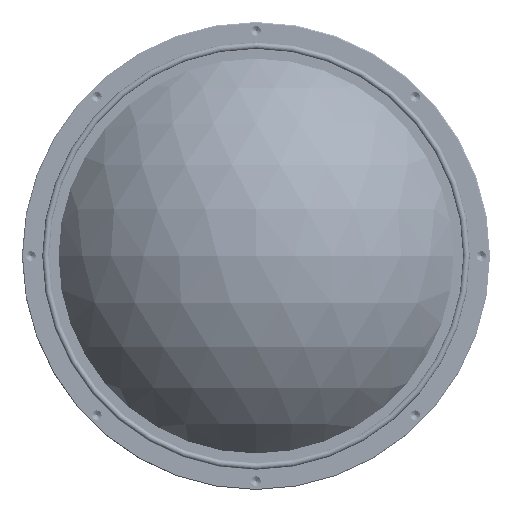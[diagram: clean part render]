
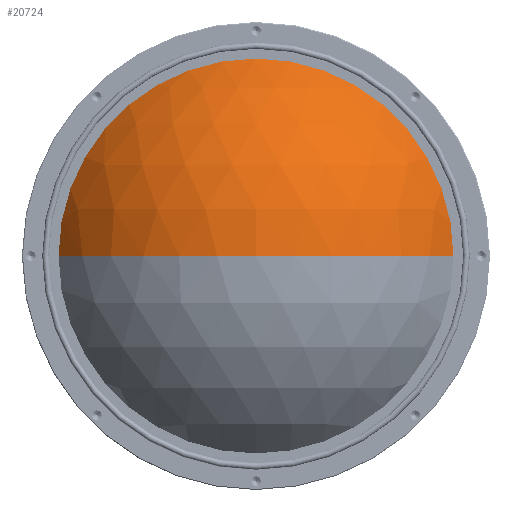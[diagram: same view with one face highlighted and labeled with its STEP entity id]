
A CAD part, left-side view. The second image highlights one B-rep face of the part: STEP entity #20724.
In plain terms, the highlighted spherical face has radius 61.223 mm.
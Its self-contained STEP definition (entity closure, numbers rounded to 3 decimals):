
#3620 = CARTESIAN_POINT ( 'NONE',  ( -108.254, -64.135, -10.16 ) ) ;
#3956 = CIRCLE ( 'NONE', #8656, 51.435 ) ;
#4589 = DIRECTION ( 'NONE',  ( -1., 0., 0. ) ) ;
#5175 = CARTESIAN_POINT ( 'NONE',  ( -108.254, -12.7, -10.16 ) ) ;
#6219 = EDGE_CURVE ( 'NONE', #83109, #51108, #76452, .T. ) ;
#8140 = EDGE_LOOP ( 'NONE', ( #13772, #35700, #22567, #67829 ) ) ;
#8456 = VERTEX_POINT ( 'NONE', #3620 ) ;
#8656 = AXIS2_PLACEMENT_3D ( 'NONE', #34790, #48860, #15608 ) ;
#12608 = AXIS2_PLACEMENT_3D ( 'NONE', #76191, #22261, #75641 ) ;
#13772 = ORIENTED_EDGE ( 'NONE', *, *, #80888, .F. ) ;
#15608 = DIRECTION ( 'NONE',  ( 0., 0., 1. ) ) ;
#20724 = ADVANCED_FACE ( 'NONE', ( #47230 ), #39770, .T. ) ;
#22261 = DIRECTION ( 'NONE',  ( 0., 0., -1. ) ) ;
#22276 = CARTESIAN_POINT ( 'NONE',  ( -108.254, -12.7, 41.275 ) ) ;
#22567 = ORIENTED_EDGE ( 'NONE', *, *, #51082, .T. ) ;
#24491 = DIRECTION ( 'NONE',  ( 0., -1., 0. ) ) ;
#24779 = CARTESIAN_POINT ( 'NONE',  ( -75.048, -12.7, -10.16 ) ) ;
#27971 = EDGE_CURVE ( 'NONE', #45807, #8456, #29793, .T. ) ;
#29793 = CIRCLE ( 'NONE', #30207, 61.223 ) ;
#30207 = AXIS2_PLACEMENT_3D ( 'NONE', #24779, #64932, #24491 ) ;
#34274 = CARTESIAN_POINT ( 'NONE',  ( -75.048, -12.7, -10.16 ) ) ;
#34790 = CARTESIAN_POINT ( 'NONE',  ( -108.254, -12.7, -10.16 ) ) ;
#35700 = ORIENTED_EDGE ( 'NONE', *, *, #27971, .T. ) ;
#39770 = SPHERICAL_SURFACE ( 'NONE', #51892, 61.223 ) ;
#41057 = DIRECTION ( 'NONE',  ( 0., 1., 0. ) ) ;
#43238 = AXIS2_PLACEMENT_3D ( 'NONE', #5175, #4589, #44604 ) ;
#44604 = DIRECTION ( 'NONE',  ( 0., 0., 1. ) ) ;
#45807 = VERTEX_POINT ( 'NONE', #47903 ) ;
#47230 = FACE_OUTER_BOUND ( 'NONE', #8140, .T. ) ;
#47903 = CARTESIAN_POINT ( 'NONE',  ( -136.271, -12.7, -10.16 ) ) ;
#48860 = DIRECTION ( 'NONE',  ( -1., 0., 0. ) ) ;
#49205 = CIRCLE ( 'NONE', #12608, 61.223 ) ;
#51082 = EDGE_CURVE ( 'NONE', #8456, #83109, #3956, .T. ) ;
#51108 = VERTEX_POINT ( 'NONE', #76002 ) ;
#51892 = AXIS2_PLACEMENT_3D ( 'NONE', #34274, #54624, #41057 ) ;
#54624 = DIRECTION ( 'NONE',  ( 0., 0., 1. ) ) ;
#64932 = DIRECTION ( 'NONE',  ( 0., 0., 1. ) ) ;
#67829 = ORIENTED_EDGE ( 'NONE', *, *, #6219, .T. ) ;
#75641 = DIRECTION ( 'NONE',  ( -1., 0., 0. ) ) ;
#76002 = CARTESIAN_POINT ( 'NONE',  ( -108.254, 38.735, -10.16 ) ) ;
#76191 = CARTESIAN_POINT ( 'NONE',  ( -75.048, -12.7, -10.16 ) ) ;
#76452 = CIRCLE ( 'NONE', #43238, 51.435 ) ;
#80888 = EDGE_CURVE ( 'NONE', #45807, #51108, #49205, .T. ) ;
#83109 = VERTEX_POINT ( 'NONE', #22276 ) ;
